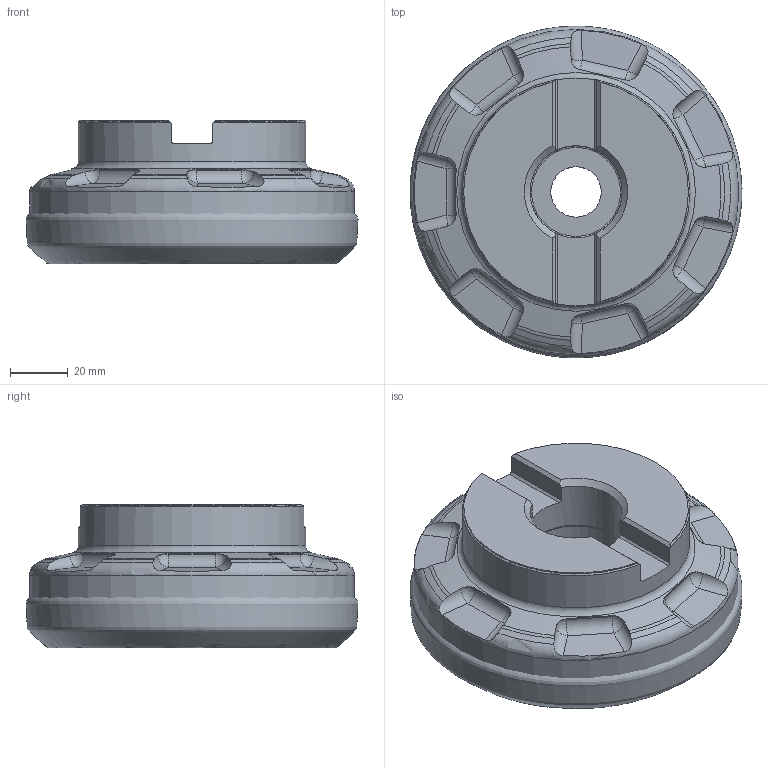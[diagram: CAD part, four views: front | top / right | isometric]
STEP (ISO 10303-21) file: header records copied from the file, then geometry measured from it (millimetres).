
FILE_DESCRIPTION(/* description */ (''),/* implementation_level */ '2;1');
FILE_NAME(/* name */ 'toolassembly_1.stp',/* time_stamp */ '2018-08-02T14:59:05+02:00',/* author */ (''),/* organization */ ('SMS'),/* preprocessor_version */ 'ST-DEVELOPER v15',/* originating_system */ 'SIEMENS PLM Software NX 8.5',/* authorisation */ '');
FILE_SCHEMA (('AUTOMOTIVE_DESIGN { 1 0 10303 214 3 1 1 1 }'));
Length unit declared in the file: millimetre
Products named in the file (4): ASSEMBLY_CONSTRUCTION; CUT_20180802145802; NOCUT_20180802145802; TOOLASSEMBLY_1
Assembly tree (3 placements, depth 2):
  TOOLASSEMBLY_1
    NOCUT_20180802145802
    CUT_20180802145802
    ASSEMBLY_CONSTRUCTION
Bounding box: 115.23 x 115.22 x 49.95 mm (x, y, z)
Volume: 374536 mm3; surface area: 55032.9 mm2
Topology: 2 solids, 2 shells, 125 faces, 323 edges, 214 vertices
Faces by surface type: cylinder 43, plane 34, torus 18, sphere 14, cone 12, revolution 3, bspline 1
Full cylindrical faces by diameter (mm): 17.5 x1, 27 x1, 32.013 x1, 32.5 x1, 79 x1, 112.809 x1
Entity records: 22186 total; most frequent: CARTESIAN_POINT 19168, ORIENTED_EDGE 584, DIRECTION 575, EDGE_CURVE 292, AXIS2_PLACEMENT_3D 253, VERTEX_POINT 194, EDGE_LOOP 149, ADVANCED_FACE 125
